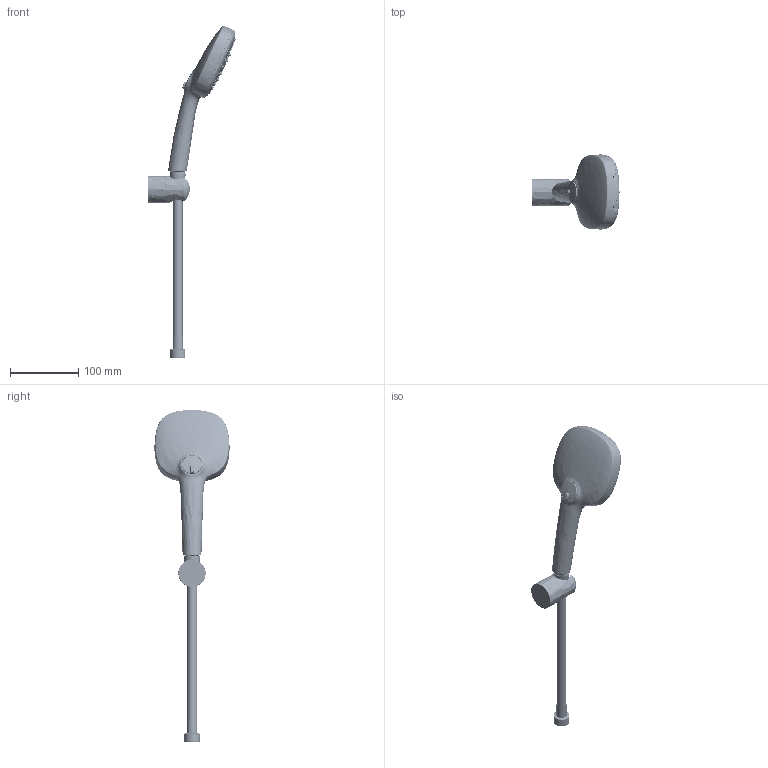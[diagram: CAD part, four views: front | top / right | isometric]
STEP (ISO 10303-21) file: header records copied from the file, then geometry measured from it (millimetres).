
FILE_DESCRIPTION(/* description */ ('Unknown'),/* implementation_level */ '2;1');
FILE_NAME(/* name */ '27588003',/* time_stamp */ '2023-02-01T12:20:03+01:00',/* author */ ('Unknown'),/* organization */ ('GROHE AG'),/* preprocessor_version */ 'ST-DEVELOPER v16.7',/* originating_system */ 'DEX',/* authorisation */ $);
FILE_SCHEMA (('AUTOMOTIVE_DESIGN {1 0 10303 214 3 1 1}'));
Products named in the file (1): 27588003
Bounding box: 128.06 x 110.02 x 486.19 mm (x, y, z)
Volume: 213234.8 mm3; surface area: 158774.9 mm2
Topology: 9 solids, 13 shells, 8575 faces, 21099 edges, 12325 vertices
Faces by surface type: bspline 5770, cylinder 940, plane 808, cone 427, torus 393, sphere 237
Full cylindrical faces by diameter (mm): 2.8 x132, 3.7 x66, 4.1 x12, 14.262 x1, 15 x2, 15.1 x1, 15.6 x1, 18.2 x1, 18.4 x1, 19.9 x1, 22.2 x2, 22.6 x1, 23 x1, 23.8 x1, 30.98 x1
Entity records: 365517 total; most frequent: CARTESIAN_POINT 210822, ORIENTED_EDGE 38726, EDGE_CURVE 19363, DIRECTION 18705, B_SPLINE_CURVE_WITH_KNOTS 11887, VERTEX_POINT 11762, EDGE_LOOP 9921, FACE_BOUND 9921
